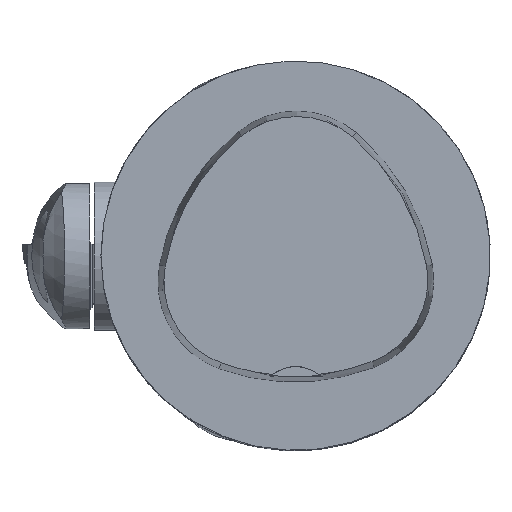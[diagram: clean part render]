
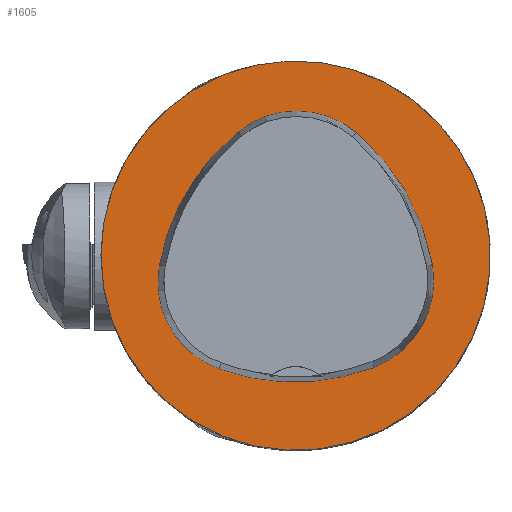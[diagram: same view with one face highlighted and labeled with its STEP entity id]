
A CAD part, top view. The second image highlights one B-rep face of the part: STEP entity #1605.
In plain terms, the highlighted planar face has unit normal (0, 0, 1).
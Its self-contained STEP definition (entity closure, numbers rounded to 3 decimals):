
#1488=FACE_BOUND('',#2606,.T.);
#1489=FACE_BOUND('',#2607,.T.);
#1605=ADVANCED_FACE('',(#1488,#1489),#1947,.T.);
#1947=PLANE('',#6777);
#2606=EDGE_LOOP('',(#3185,#3186,#3187,#3188,#3189,#3190));
#2607=EDGE_LOOP('',(#3191));
#3185=ORIENTED_EDGE('',*,*,#5612,.T.);
#3186=ORIENTED_EDGE('',*,*,#5592,.T.);
#3187=ORIENTED_EDGE('',*,*,#5596,.T.);
#3188=ORIENTED_EDGE('',*,*,#5599,.T.);
#3189=ORIENTED_EDGE('',*,*,#5602,.T.);
#3190=ORIENTED_EDGE('',*,*,#5610,.T.);
#3191=ORIENTED_EDGE('',*,*,#5583,.F.);
#4925=VERTEX_POINT('',#9319);
#4934=VERTEX_POINT('',#9339);
#4935=VERTEX_POINT('',#9340);
#4938=VERTEX_POINT('',#9348);
#4940=VERTEX_POINT('',#9354);
#4942=VERTEX_POINT('',#9360);
#4949=VERTEX_POINT('',#9381);
#5583=EDGE_CURVE('',#4925,#4925,#6437,.T.);
#5592=EDGE_CURVE('',#4934,#4935,#6438,.T.);
#5596=EDGE_CURVE('',#4935,#4938,#6440,.T.);
#5599=EDGE_CURVE('',#4938,#4940,#6442,.T.);
#5602=EDGE_CURVE('',#4940,#4942,#6444,.T.);
#5610=EDGE_CURVE('',#4942,#4949,#6448,.T.);
#5612=EDGE_CURVE('',#4949,#4934,#6450,.T.);
#6437=CIRCLE('',#6748,31.5);
#6438=CIRCLE('',#6755,36.);
#6440=CIRCLE('',#6758,15.);
#6442=CIRCLE('',#6761,36.);
#6444=CIRCLE('',#6764,15.);
#6448=CIRCLE('',#6769,36.);
#6450=CIRCLE('',#6772,15.);
#6748=AXIS2_PLACEMENT_3D('',#9318,#7513,#7514);
#6755=AXIS2_PLACEMENT_3D('',#9338,#7531,#7532);
#6758=AXIS2_PLACEMENT_3D('',#9347,#7539,#7540);
#6761=AXIS2_PLACEMENT_3D('',#9353,#7546,#7547);
#6764=AXIS2_PLACEMENT_3D('',#9359,#7553,#7554);
#6769=AXIS2_PLACEMENT_3D('',#9382,#7565,#7566);
#6772=AXIS2_PLACEMENT_3D('',#9385,#7571,#7572);
#6777=AXIS2_PLACEMENT_3D('',#9390,#7581,#7582);
#7513=DIRECTION('',(0.,0.,-1.));
#7514=DIRECTION('',(-1.,0.,0.));
#7531=DIRECTION('',(0.,0.,-1.));
#7532=DIRECTION('',(-1.,0.,0.));
#7539=DIRECTION('',(0.,0.,-1.));
#7540=DIRECTION('',(-1.,0.,0.));
#7546=DIRECTION('',(0.,0.,-1.));
#7547=DIRECTION('',(-1.,0.,0.));
#7553=DIRECTION('',(0.,0.,-1.));
#7554=DIRECTION('',(-1.,0.,0.));
#7565=DIRECTION('',(0.,0.,-1.));
#7566=DIRECTION('',(-1.,0.,0.));
#7571=DIRECTION('',(0.,0.,-1.));
#7572=DIRECTION('',(-1.,0.,0.));
#7581=DIRECTION('',(0.,0.,1.));
#7582=DIRECTION('',(1.,0.,0.));
#9318=CARTESIAN_POINT('',(0.,0.,0.));
#9319=CARTESIAN_POINT('',(-31.5,0.,0.));
#9338=CARTESIAN_POINT('',(13.398,-7.893,0.));
#9339=CARTESIAN_POINT('',(-22.041,-1.562,0.));
#9340=CARTESIAN_POINT('',(-9.317,20.036,0.));
#9347=CARTESIAN_POINT('',(0.148,8.399,0.));
#9348=CARTESIAN_POINT('',(9.779,19.898,0.));
#9353=CARTESIAN_POINT('',(-13.337,-7.7,0.));
#9354=CARTESIAN_POINT('',(22.122,-1.48,0.));
#9359=CARTESIAN_POINT('',(7.347,-4.071,0.));
#9360=CARTESIAN_POINT('',(12.693,-18.087,0.));
#9381=CARTESIAN_POINT('',(-12.373,-18.307,0.));
#9382=CARTESIAN_POINT('',(-0.137,15.55,0.));
#9385=CARTESIAN_POINT('',(-7.275,-4.2,0.));
#9390=CARTESIAN_POINT('',(0.,0.,0.));
